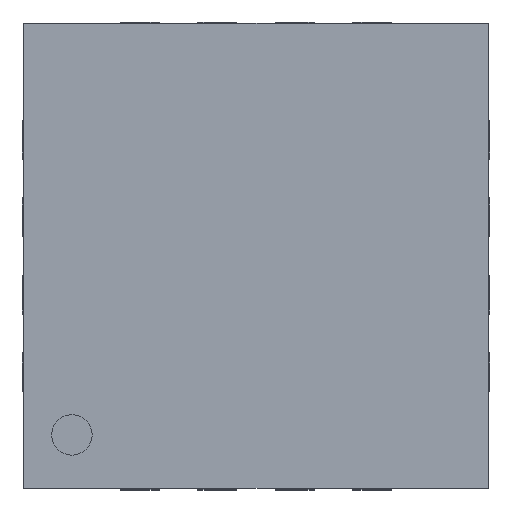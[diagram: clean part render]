
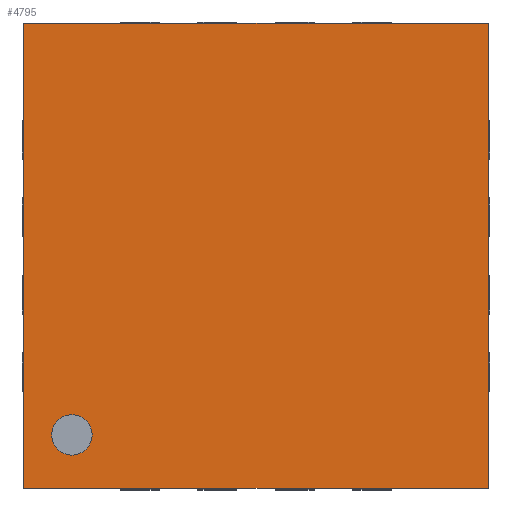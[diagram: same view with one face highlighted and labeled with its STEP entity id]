
A CAD part, top view. The second image highlights one B-rep face of the part: STEP entity #4795.
In plain terms, the highlighted planar face has unit normal (0, 0, 1).
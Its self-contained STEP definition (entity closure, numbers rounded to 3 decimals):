
#134 = CARTESIAN_POINT ( 'NONE',  ( -1.5, -1.5, 0.75 ) ) ;
#154 = CARTESIAN_POINT ( 'NONE',  ( 1.5, -1.5, 0.75 ) ) ;
#198 = VECTOR ( 'NONE', #3555, 1000. ) ;
#420 = CARTESIAN_POINT ( 'NONE',  ( -1.5, 1.5, 0.75 ) ) ;
#433 = CARTESIAN_POINT ( 'NONE',  ( -1.188, -1.156, 0.75 ) ) ;
#642 = CARTESIAN_POINT ( 'NONE',  ( -1.5, 1.5, 0.75 ) ) ;
#650 = ORIENTED_EDGE ( 'NONE', *, *, #4710, .T. ) ;
#663 = DIRECTION ( 'NONE',  ( 0., 0., 1. ) ) ;
#872 = FACE_BOUND ( 'NONE', #5337, .T. ) ;
#1203 = CIRCLE ( 'NONE', #6245, 0.131 ) ;
#1288 = LINE ( 'NONE', #5348, #3051 ) ;
#1595 = FACE_OUTER_BOUND ( 'NONE', #3937, .T. ) ;
#1663 = LINE ( 'NONE', #134, #198 ) ;
#1698 = VERTEX_POINT ( 'NONE', #154 ) ;
#1739 = EDGE_CURVE ( 'NONE', #1698, #8303, #1288, .T. ) ;
#2386 = ORIENTED_EDGE ( 'NONE', *, *, #4375, .T. ) ;
#2560 = ORIENTED_EDGE ( 'NONE', *, *, #1739, .T. ) ;
#2641 = DIRECTION ( 'NONE',  ( 1., 0., 0. ) ) ;
#2707 = LINE ( 'NONE', #642, #5079 ) ;
#2723 = DIRECTION ( 'NONE',  ( 0., 1., 0. ) ) ;
#2916 = VECTOR ( 'NONE', #7401, 1000. ) ;
#3051 = VECTOR ( 'NONE', #2723, 1000. ) ;
#3081 = PLANE ( 'NONE',  #5945 ) ;
#3292 = CARTESIAN_POINT ( 'NONE',  ( 1.5, 1.5, 0.75 ) ) ;
#3555 = DIRECTION ( 'NONE',  ( 1., 0., 0. ) ) ;
#3757 = CIRCLE ( 'NONE', #5623, 0.131 ) ;
#3937 = EDGE_LOOP ( 'NONE', ( #2560, #650, #2386, #5981 ) ) ;
#4302 = EDGE_CURVE ( 'NONE', #7514, #7835, #3757, .T. ) ;
#4375 = EDGE_CURVE ( 'NONE', #5528, #4769, #8089, .T. ) ;
#4394 = CARTESIAN_POINT ( 'NONE',  ( 0., 0., 0.75 ) ) ;
#4486 = EDGE_CURVE ( 'NONE', #4769, #1698, #1663, .T. ) ;
#4543 = DIRECTION ( 'NONE',  ( 0., 0., 1. ) ) ;
#4682 = CARTESIAN_POINT ( 'NONE',  ( -1.5, 1.5, 0.75 ) ) ;
#4710 = EDGE_CURVE ( 'NONE', #8303, #5528, #2707, .T. ) ;
#4769 = VERTEX_POINT ( 'NONE', #4833 ) ;
#4795 = ADVANCED_FACE ( 'NONE', ( #872, #1595 ), #3081, .T. ) ;
#4833 = CARTESIAN_POINT ( 'NONE',  ( -1.5, -1.5, 0.75 ) ) ;
#5079 = VECTOR ( 'NONE', #8252, 1000. ) ;
#5125 = CARTESIAN_POINT ( 'NONE',  ( -1.057, -1.156, 0.75 ) ) ;
#5148 = DIRECTION ( 'NONE',  ( 1., 0., 0. ) ) ;
#5337 = EDGE_LOOP ( 'NONE', ( #6838, #8409 ) ) ;
#5348 = CARTESIAN_POINT ( 'NONE',  ( 1.5, 1.5, 0.75 ) ) ;
#5528 = VERTEX_POINT ( 'NONE', #420 ) ;
#5534 = CARTESIAN_POINT ( 'NONE',  ( -1.188, -1.156, 0.75 ) ) ;
#5623 = AXIS2_PLACEMENT_3D ( 'NONE', #5534, #663, #2641 ) ;
#5892 = DIRECTION ( 'NONE',  ( 1., 0., 0. ) ) ;
#5945 = AXIS2_PLACEMENT_3D ( 'NONE', #4394, #6538, #5148 ) ;
#5981 = ORIENTED_EDGE ( 'NONE', *, *, #4486, .T. ) ;
#6193 = EDGE_CURVE ( 'NONE', #7835, #7514, #1203, .T. ) ;
#6245 = AXIS2_PLACEMENT_3D ( 'NONE', #433, #4543, #5892 ) ;
#6538 = DIRECTION ( 'NONE',  ( 0., 0., 1. ) ) ;
#6838 = ORIENTED_EDGE ( 'NONE', *, *, #6193, .F. ) ;
#6842 = CARTESIAN_POINT ( 'NONE',  ( -1.319, -1.156, 0.75 ) ) ;
#7401 = DIRECTION ( 'NONE',  ( 0., -1., 0. ) ) ;
#7514 = VERTEX_POINT ( 'NONE', #6842 ) ;
#7835 = VERTEX_POINT ( 'NONE', #5125 ) ;
#8089 = LINE ( 'NONE', #4682, #2916 ) ;
#8252 = DIRECTION ( 'NONE',  ( -1., 0., 0. ) ) ;
#8303 = VERTEX_POINT ( 'NONE', #3292 ) ;
#8409 = ORIENTED_EDGE ( 'NONE', *, *, #4302, .F. ) ;
